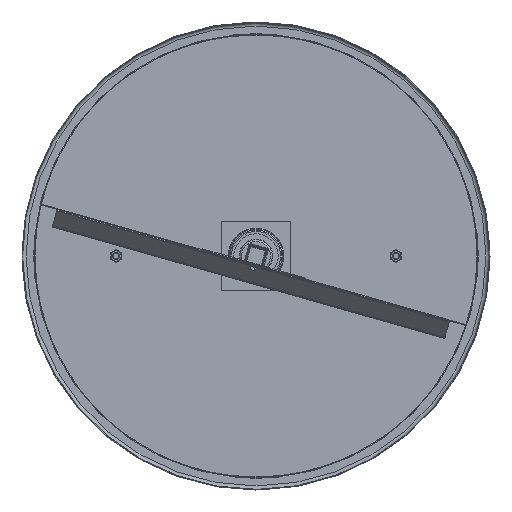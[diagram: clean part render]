
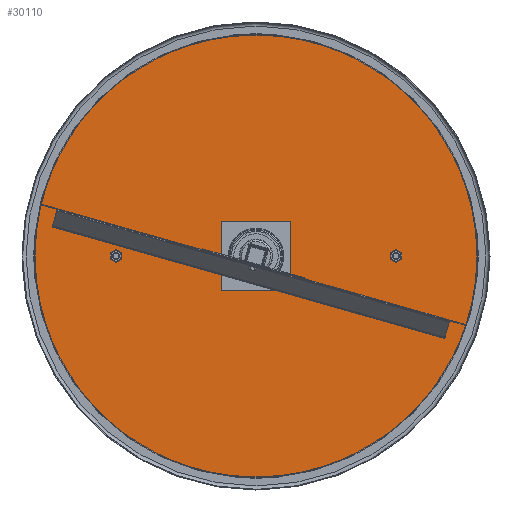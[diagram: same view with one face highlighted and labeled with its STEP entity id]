
A CAD part, front view. The second image highlights one B-rep face of the part: STEP entity #30110.
In plain terms, the highlighted face is planar.
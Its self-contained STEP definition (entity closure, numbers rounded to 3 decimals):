
#30013=CARTESIAN_POINT('',(0.,123.1,0.));
#30014=VERTEX_POINT('',#30013);
#30015=CARTESIAN_POINT('',(0.,120.,0.));
#30016=DIRECTION('',(0.0,0.0,1.0));
#30017=DIRECTION('',(0.0,-1.0,0.0));
#30018=AXIS2_PLACEMENT_3D('',#30015,#30016,#30017);
#30019=CIRCLE('',#30018,3.1);
#30020=EDGE_CURVE('',#30014,#30014,#30019,.T.);
#30041=CARTESIAN_POINT('',(0.,-116.9,0.));
#30042=VERTEX_POINT('',#30041);
#30043=CARTESIAN_POINT('',(0.,-120.,0.));
#30044=DIRECTION('',(0.0,0.0,1.0));
#30045=DIRECTION('',(0.0,-1.0,0.0));
#30046=AXIS2_PLACEMENT_3D('',#30043,#30044,#30045);
#30047=CIRCLE('',#30046,3.1);
#30048=EDGE_CURVE('',#30042,#30042,#30047,.T.);
#30069=CARTESIAN_POINT('',(190.0,0.,0.0));
#30070=VERTEX_POINT('',#30069);
#30071=CARTESIAN_POINT('',(0.0,0.,0.0));
#30072=DIRECTION('',(0.0,0.0,-1.0));
#30073=DIRECTION('',(-1.0,0.0,0.0));
#30074=AXIS2_PLACEMENT_3D('',#30071,#30072,#30073);
#30075=CIRCLE('',#30074,190.0);
#30076=EDGE_CURVE('',#30070,#30070,#30075,.T.);
#30096=CARTESIAN_POINT('',(0.0,0.,0.0));
#30097=DIRECTION('',(0.0,0.0,-1.0));
#30098=DIRECTION('',(-1.0,0.0,0.0));
#30099=AXIS2_PLACEMENT_3D('',#30096,#30097,#30098);
#30100=PLANE('',#30099);
#30101=ORIENTED_EDGE('',*,*,#30076,.T.);
#30102=EDGE_LOOP('',(#30101));
#30103=FACE_OUTER_BOUND('',#30102,.T.);
#30104=ORIENTED_EDGE('',*,*,#30020,.T.);
#30105=EDGE_LOOP('',(#30104));
#30106=FACE_BOUND('',#30105,.T.);
#30107=ORIENTED_EDGE('',*,*,#30048,.T.);
#30108=EDGE_LOOP('',(#30107));
#30109=FACE_BOUND('',#30108,.T.);
#30110=ADVANCED_FACE('',(#30103,#30106,#30109),#30100,.T.);
